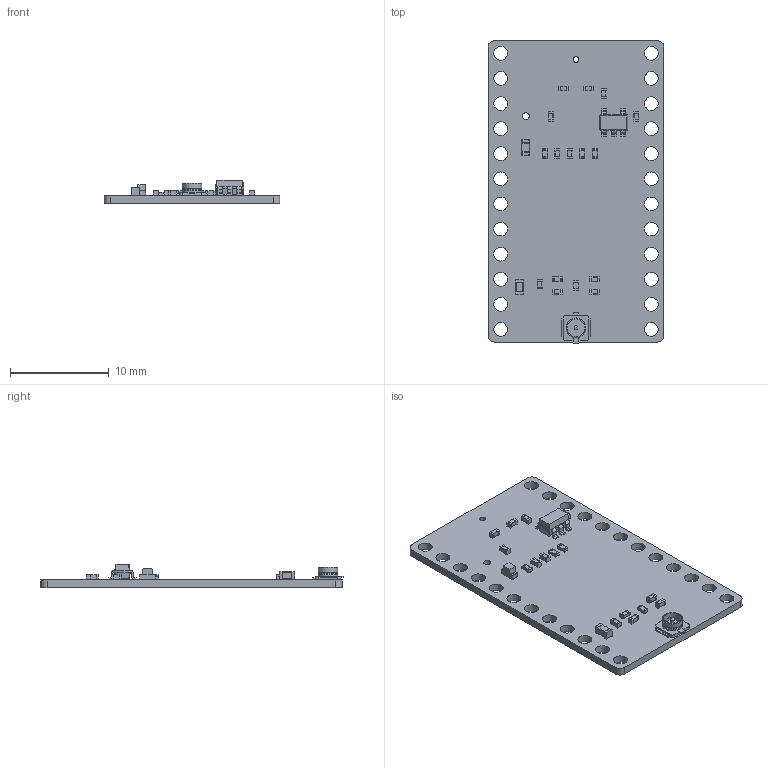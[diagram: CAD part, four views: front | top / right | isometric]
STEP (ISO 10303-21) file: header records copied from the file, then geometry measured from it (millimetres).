
FILE_DESCRIPTION(('KiCad electronic assembly'),'2;1');
FILE_NAME('POS.step','2021-04-19T19:42:36',('An Author'),('A Company'), 'Open CASCADE STEP processor 7.3','KiCad to STEP converter','Unknown' );
FILE_SCHEMA(('AUTOMOTIVE_DESIGN { 1 0 10303 214 1 1 1 1 }'));
Length unit declared in the file: millimetre
Products named in the file (16): Open CASCADE STEP translator 7.3 1; R_0402_1005Metric; SOLID; SOT-23-5; C_0402_1005Metric; U.FL_Hirose_U.FL-R-SMT-1_Vertical; LED_0603_1608Metric; C_0603_1608Metric; L_0402_1005Metric; COMPOUND
Assembly tree (28 placements, depth 3):
  Open CASCADE STEP translator 7.3 1
    R_0402_1005Metric  x5
      SOLID
    SOT-23-5
      SOLID
    C_0402_1005Metric  x10
      SOLID
    U.FL_Hirose_U.FL-R-SMT-1_Vertical
      SOLID
    LED_0603_1608Metric
      SOLID
    C_0603_1608Metric
      SOLID
    L_0402_1005Metric
      SOLID
    COMPOUND
Bounding box: 17.78 x 30.6 x 2.4 mm (x, y, z)
Volume: 418.1 mm3; surface area: 1281.1 mm2
Topology: 21 solids, 21 shells, 707 faces, 1833 edges, 1194 vertices
Faces by surface type: plane 423, cylinder 251, bspline 29, cone 3, sphere 1
Full cylindrical faces by diameter (mm): 0.4 x1, 0.6 x1, 0.7 x1, 1.4 x24, 1.8 x1, 1.92 x1, 2 x2
Entity records: 25395 total; most frequent: CARTESIAN_POINT 4380, DIRECTION 3502, LINE 2185, VECTOR 2185, ORIENTED_EDGE 1824, PCURVE 1824, DEFINITIONAL_REPRESENTATION 1824, EDGE_CURVE 912
